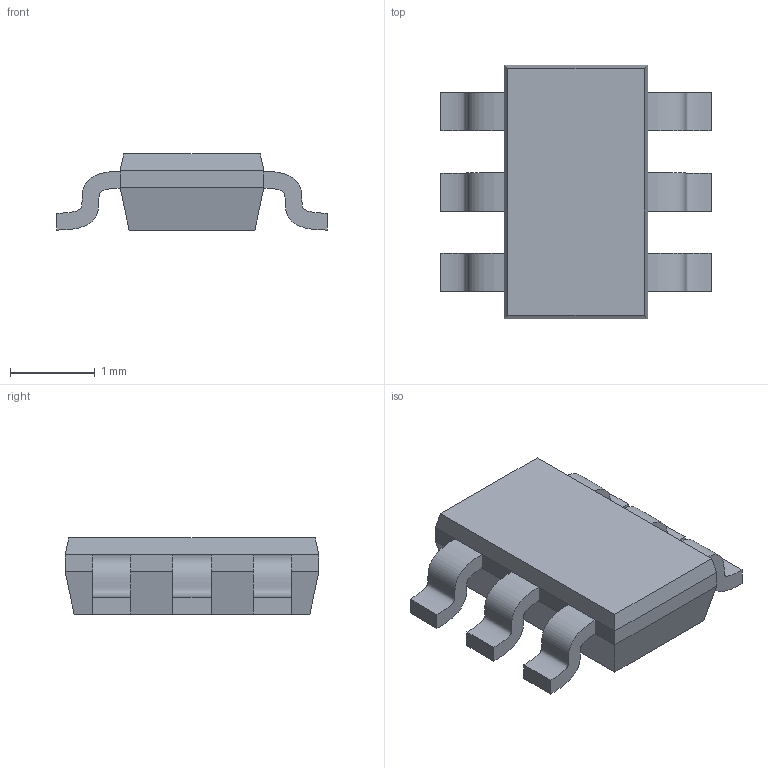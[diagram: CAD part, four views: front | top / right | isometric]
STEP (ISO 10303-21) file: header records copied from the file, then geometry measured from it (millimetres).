
FILE_DESCRIPTION(('FreeCAD Model'),'2;1');
FILE_NAME('TSOT-23-6.step','2020-10-13T15:29:41',('Author'),(''), 'Open CASCADE STEP processor 7.3','FreeCAD','Unknown');
FILE_SCHEMA(('AUTOMOTIVE_DESIGN { 1 0 10303 214 1 1 1 1 }'));
Length unit declared in the file: millimetre
Products named in the file (7): Body001; Body; Body002; Body003; Body004; Body005; Body006
Bounding box: 3.2 x 3 x 0.9 mm (x, y, z)
Volume: 4.9 mm3; surface area: 26.9 mm2
Topology: 7 solids, 7 shells, 50 faces, 100 edges, 64 vertices
Faces by surface type: plane 38, bspline 12
Entity records: 3976 total; most frequent: CARTESIAN_POINT 2945, ORIENTED_EDGE 200, DIRECTION 124, EDGE_CURVE 100, VERTEX_POINT 64, B_SPLINE_CURVE_WITH_KNOTS 54, ADVANCED_FACE 50, FACE_BOUND 50
